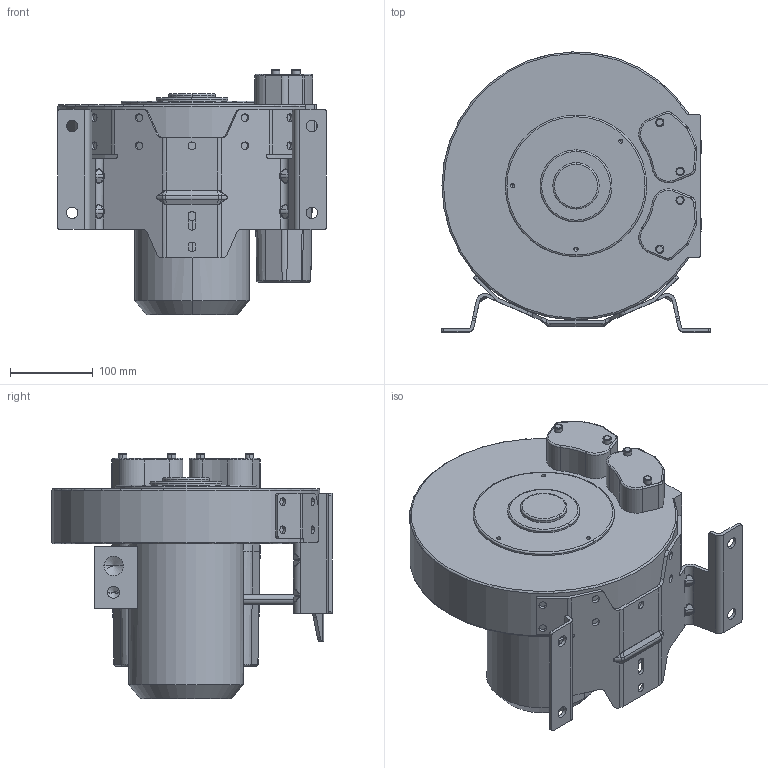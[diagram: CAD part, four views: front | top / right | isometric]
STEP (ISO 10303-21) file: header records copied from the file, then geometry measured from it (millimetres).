
FILE_DESCRIPTION((''),'2;1');
FILE_NAME('MD-001604_ASM','2015-04-01T',('rnennstiel'),('vacuvane vacuum technology gmbh'),'PRO/ENGINEER BY PARAMETRIC TECHNOLOGY CORPORATION, 2010140','PRO/ENGINEER BY PARAMETRIC TECHNOLOGY CORPORATION, 2010140','');
FILE_SCHEMA(('AUTOMOTIVE_DESIGN_CC2 { 1 2 10303 214 -1 1 5 2 }'));
Length unit declared in the file: millimetre
Products named in the file (3): MD-001603; MD-001605; MD-001604_ASM
Assembly tree (2 placements, depth 2):
  MD-001604_ASM
    MD-001603
    MD-001605
Bounding box: 325 x 338.46 x 296.5 mm (x, y, z)
Volume: 9992525.7 mm3; surface area: 579276.7 mm2
Topology: 2 solids, 4 shells, 496 faces, 1213 edges, 736 vertices
Faces by surface type: cylinder 211, plane 143, bspline 60, torus 48, cone 28, sphere 4, extrusion 2
Entity records: 19833 total; most frequent: CARTESIAN_POINT 5984, DIRECTION 2398, ORIENTED_EDGE 2398, EDGE_CURVE 1199, AXIS2_PLACEMENT_3D 922, VERTEX_POINT 736, PRESENTATION_STYLE_ASSIGNMENT 678, STYLED_ITEM 678
